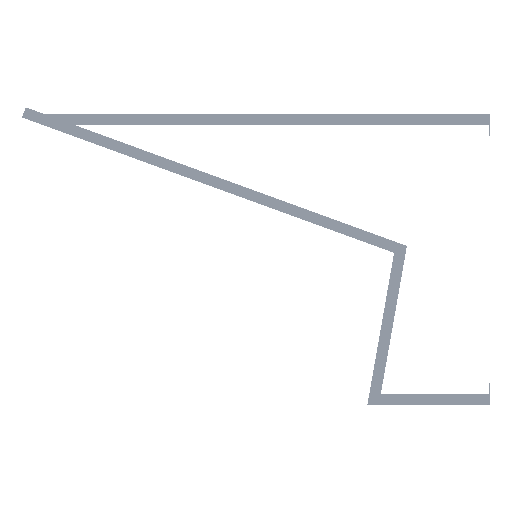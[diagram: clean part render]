
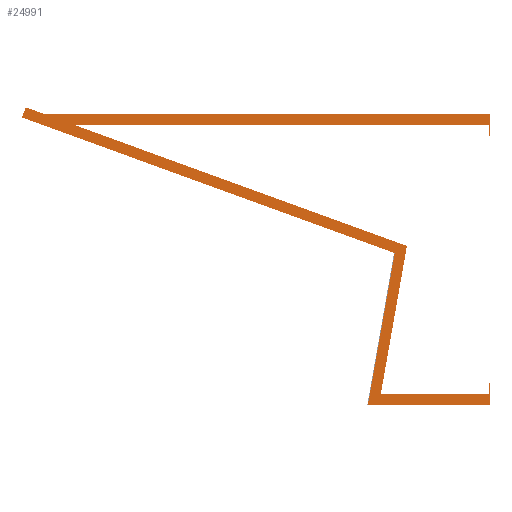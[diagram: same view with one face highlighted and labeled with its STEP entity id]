
A CAD part, left-side view. The second image highlights one B-rep face of the part: STEP entity #24991.
In plain terms, the highlighted planar face has unit normal (-1, 0, 0).
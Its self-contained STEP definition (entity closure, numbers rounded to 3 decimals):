
#906 = DIRECTION ( 'NONE',  ( 0., 1., 0. ) ) ;
#1532 = LINE ( 'NONE', #91146, #81621 ) ;
#2727 = EDGE_CURVE ( 'NONE', #123361, #52675, #5788, .T. ) ;
#4000 = CARTESIAN_POINT ( 'NONE',  ( 0., 306.232, 585. ) ) ;
#5788 = LINE ( 'NONE', #94377, #80838 ) ;
#6142 = VECTOR ( 'NONE', #130842, 1000. ) ;
#6707 = EDGE_CURVE ( 'NONE', #157668, #123361, #206393, .T. ) ;
#7234 = DIRECTION ( 'NONE',  ( 0., 1., 0. ) ) ;
#10899 = CARTESIAN_POINT ( 'NONE',  ( 0., 397.039, 70.009 ) ) ;
#13018 = ORIENTED_EDGE ( 'NONE', *, *, #72599, .T. ) ;
#13531 = CARTESIAN_POINT ( 'NONE',  ( 0., 0., 0. ) ) ;
#13880 = VERTEX_POINT ( 'NONE', #72436 ) ;
#14012 = VERTEX_POINT ( 'NONE', #59065 ) ;
#14381 = LINE ( 'NONE', #10899, #179583 ) ;
#14818 = DIRECTION ( 'NONE',  ( 0., 0.94, 0.342 ) ) ;
#21401 = LINE ( 'NONE', #144172, #91468 ) ;
#23290 = CARTESIAN_POINT ( 'NONE',  ( 0., 0., 80. ) ) ;
#23478 = ORIENTED_EDGE ( 'NONE', *, *, #154952, .T. ) ;
#24991 = ADVANCED_FACE ( 'NONE', ( #194655 ), #104232, .F. ) ;
#26098 = CARTESIAN_POINT ( 'NONE',  ( 0., 5., 80. ) ) ;
#28479 = EDGE_LOOP ( 'NONE', ( #194481, #206441, #43728, #69414, #64569, #13018, #71566, #23478, #29518, #40610, #130272, #95842, #182844, #61427, #129256, #94847 ) ) ;
#29518 = ORIENTED_EDGE ( 'NONE', *, *, #192248, .T. ) ;
#31168 = CARTESIAN_POINT ( 'NONE',  ( 0., 5., 1030. ) ) ;
#31631 = VECTOR ( 'NONE', #164127, 1000. ) ;
#37878 = DIRECTION ( 'NONE',  ( 0., -1., 0. ) ) ;
#39108 = EDGE_CURVE ( 'NONE', #191520, #194914, #81826, .T. ) ;
#39257 = CARTESIAN_POINT ( 'NONE',  ( 0., 5., 990. ) ) ;
#40610 = ORIENTED_EDGE ( 'NONE', *, *, #148518, .F. ) ;
#41880 = CARTESIAN_POINT ( 'NONE',  ( 0., 0., 0. ) ) ;
#43728 = ORIENTED_EDGE ( 'NONE', *, *, #77873, .T. ) ;
#48434 = DIRECTION ( 'NONE',  ( 0., 1., 0. ) ) ;
#48791 = DIRECTION ( 'NONE',  ( 0., 0.94, 0.342 ) ) ;
#52675 = VERTEX_POINT ( 'NONE', #126926 ) ;
#53187 = VERTEX_POINT ( 'NONE', #13531 ) ;
#55257 = VERTEX_POINT ( 'NONE', #4000 ) ;
#57404 = VERTEX_POINT ( 'NONE', #97583 ) ;
#57934 = DIRECTION ( 'NONE',  ( 0., 0., -1. ) ) ;
#59065 = CARTESIAN_POINT ( 'NONE',  ( 0., 5., 990. ) ) ;
#61427 = ORIENTED_EDGE ( 'NONE', *, *, #99901, .F. ) ;
#61984 = LINE ( 'NONE', #142803, #179660 ) ;
#64569 = ORIENTED_EDGE ( 'NONE', *, *, #88129, .T. ) ;
#68116 = LINE ( 'NONE', #173210, #173291 ) ;
#69414 = ORIENTED_EDGE ( 'NONE', *, *, #164303, .T. ) ;
#69684 = LINE ( 'NONE', #168128, #180094 ) ;
#71566 = ORIENTED_EDGE ( 'NONE', *, *, #39108, .F. ) ;
#72436 = CARTESIAN_POINT ( 'NONE',  ( 0., 5., 40. ) ) ;
#72599 = EDGE_CURVE ( 'NONE', #55257, #194914, #61984, .T. ) ;
#73299 = VECTOR ( 'NONE', #168652, 1000. ) ;
#73759 = LINE ( 'NONE', #180601, #206498 ) ;
#75425 = CARTESIAN_POINT ( 'NONE',  ( 0., 402.33, 40. ) ) ;
#76792 = EDGE_CURVE ( 'NONE', #53187, #179604, #68116, .T. ) ;
#77873 = EDGE_CURVE ( 'NONE', #177932, #13880, #206915, .T. ) ;
#79947 = CARTESIAN_POINT ( 'NONE',  ( 0., 0., 1070. ) ) ;
#80838 = VECTOR ( 'NONE', #206306, 1000. ) ;
#80986 = CARTESIAN_POINT ( 'NONE',  ( 0., -152.193, 418.147 ) ) ;
#81621 = VECTOR ( 'NONE', #160926, 1000. ) ;
#81826 = LINE ( 'NONE', #130247, #144403 ) ;
#88129 = EDGE_CURVE ( 'NONE', #194356, #55257, #14381, .T. ) ;
#91146 = CARTESIAN_POINT ( 'NONE',  ( 0., -138.512, 380.559 ) ) ;
#91468 = VECTOR ( 'NONE', #175685, 1000. ) ;
#92022 = VERTEX_POINT ( 'NONE', #163875 ) ;
#93257 = CARTESIAN_POINT ( 'NONE',  ( 0., 450., 0. ) ) ;
#94377 = CARTESIAN_POINT ( 'NONE',  ( 0., 1863.435, 678.235 ) ) ;
#94847 = ORIENTED_EDGE ( 'NONE', *, *, #76792, .F. ) ;
#95842 = ORIENTED_EDGE ( 'NONE', *, *, #6707, .T. ) ;
#96507 = LINE ( 'NONE', #114775, #6142 ) ;
#97583 = CARTESIAN_POINT ( 'NONE',  ( 0., 351.452, 558.892 ) ) ;
#99291 = VECTOR ( 'NONE', #906, 1000. ) ;
#99901 = EDGE_CURVE ( 'NONE', #57404, #52675, #1532, .T. ) ;
#99990 = EDGE_CURVE ( 'NONE', #179604, #57404, #21401, .T. ) ;
#104232 = PLANE ( 'NONE',  #165799 ) ;
#108838 = VECTOR ( 'NONE', #48791, 1000. ) ;
#110227 = VERTEX_POINT ( 'NONE', #172657 ) ;
#114775 = CARTESIAN_POINT ( 'NONE',  ( 0., 0., 40. ) ) ;
#118836 = VERTEX_POINT ( 'NONE', #23290 ) ;
#120839 = LINE ( 'NONE', #39257, #73299 ) ;
#120971 = VECTOR ( 'NONE', #178705, 1000. ) ;
#123361 = VERTEX_POINT ( 'NONE', #188861 ) ;
#126926 = CARTESIAN_POINT ( 'NONE',  ( 0., 1724.923, 1058.794 ) ) ;
#129256 = ORIENTED_EDGE ( 'NONE', *, *, #99990, .F. ) ;
#130247 = CARTESIAN_POINT ( 'NONE',  ( 0., 0., 1030. ) ) ;
#130272 = ORIENTED_EDGE ( 'NONE', *, *, #167848, .T. ) ;
#130842 = DIRECTION ( 'NONE',  ( 0., 1., 0. ) ) ;
#142801 = VECTOR ( 'NONE', #198145, 1000. ) ;
#142803 = CARTESIAN_POINT ( 'NONE',  ( 0., -152.193, 418.147 ) ) ;
#144172 = CARTESIAN_POINT ( 'NONE',  ( 0., 436.431, 76.955 ) ) ;
#144403 = VECTOR ( 'NONE', #48434, 1000. ) ;
#148031 = CARTESIAN_POINT ( 'NONE',  ( 0., 5., 0. ) ) ;
#148518 = EDGE_CURVE ( 'NONE', #110227, #92022, #177958, .T. ) ;
#150512 = CARTESIAN_POINT ( 'NONE',  ( 0., 0., 0. ) ) ;
#153762 = DIRECTION ( 'NONE',  ( 1., 0., 0. ) ) ;
#154952 = EDGE_CURVE ( 'NONE', #191520, #14012, #69684, .T. ) ;
#157668 = VERTEX_POINT ( 'NONE', #189827 ) ;
#160926 = DIRECTION ( 'NONE',  ( 0., 0.94, 0.342 ) ) ;
#162576 = CARTESIAN_POINT ( 'NONE',  ( 0., 0., 0. ) ) ;
#162782 = EDGE_CURVE ( 'NONE', #177932, #118836, #73759, .T. ) ;
#163542 = LINE ( 'NONE', #162576, #120971 ) ;
#163875 = CARTESIAN_POINT ( 'NONE',  ( 0., 0., 990. ) ) ;
#164127 = DIRECTION ( 'NONE',  ( 0., 0., -1. ) ) ;
#164303 = EDGE_CURVE ( 'NONE', #13880, #194356, #96507, .T. ) ;
#165799 = AXIS2_PLACEMENT_3D ( 'NONE', #41880, #153762, #57934 ) ;
#167848 = EDGE_CURVE ( 'NONE', #110227, #157668, #194419, .T. ) ;
#168128 = CARTESIAN_POINT ( 'NONE',  ( 0., 5., 1070. ) ) ;
#168652 = DIRECTION ( 'NONE',  ( 0., -1., 0. ) ) ;
#172657 = CARTESIAN_POINT ( 'NONE',  ( 0., 0., 1070. ) ) ;
#173210 = CARTESIAN_POINT ( 'NONE',  ( 0., 0., 0. ) ) ;
#173291 = VECTOR ( 'NONE', #7234, 1000. ) ;
#175685 = DIRECTION ( 'NONE',  ( 0., -0.174, 0.985 ) ) ;
#177571 = EDGE_CURVE ( 'NONE', #53187, #118836, #163542, .T. ) ;
#177932 = VERTEX_POINT ( 'NONE', #26098 ) ;
#177958 = LINE ( 'NONE', #150512, #142801 ) ;
#178705 = DIRECTION ( 'NONE',  ( 0., 0., 1. ) ) ;
#179583 = VECTOR ( 'NONE', #201887, 1000. ) ;
#179604 = VERTEX_POINT ( 'NONE', #93257 ) ;
#179660 = VECTOR ( 'NONE', #14818, 1000. ) ;
#180094 = VECTOR ( 'NONE', #200367, 1000. ) ;
#180601 = CARTESIAN_POINT ( 'NONE',  ( 0., 5., 80. ) ) ;
#182844 = ORIENTED_EDGE ( 'NONE', *, *, #2727, .T. ) ;
#188470 = CARTESIAN_POINT ( 'NONE',  ( 0., 1528.859, 1030. ) ) ;
#188861 = CARTESIAN_POINT ( 'NONE',  ( 0., 1711.242, 1096.382 ) ) ;
#189827 = CARTESIAN_POINT ( 'NONE',  ( 0., 1638.758, 1070. ) ) ;
#191520 = VERTEX_POINT ( 'NONE', #31168 ) ;
#192248 = EDGE_CURVE ( 'NONE', #14012, #92022, #120839, .T. ) ;
#194356 = VERTEX_POINT ( 'NONE', #75425 ) ;
#194419 = LINE ( 'NONE', #79947, #99291 ) ;
#194481 = ORIENTED_EDGE ( 'NONE', *, *, #177571, .T. ) ;
#194655 = FACE_OUTER_BOUND ( 'NONE', #28479, .T. ) ;
#194914 = VERTEX_POINT ( 'NONE', #188470 ) ;
#198145 = DIRECTION ( 'NONE',  ( 0., 0., -1. ) ) ;
#200367 = DIRECTION ( 'NONE',  ( 0., 0., -1. ) ) ;
#201887 = DIRECTION ( 'NONE',  ( 0., -0.174, 0.985 ) ) ;
#206306 = DIRECTION ( 'NONE',  ( 0., 0.342, -0.94 ) ) ;
#206393 = LINE ( 'NONE', #80986, #108838 ) ;
#206441 = ORIENTED_EDGE ( 'NONE', *, *, #162782, .F. ) ;
#206498 = VECTOR ( 'NONE', #37878, 1000. ) ;
#206915 = LINE ( 'NONE', #148031, #31631 ) ;
